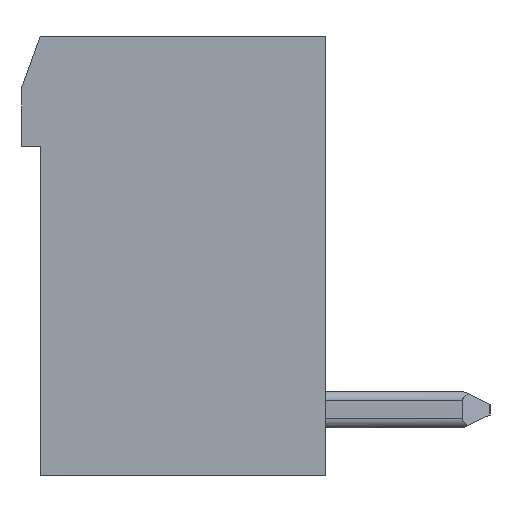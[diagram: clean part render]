
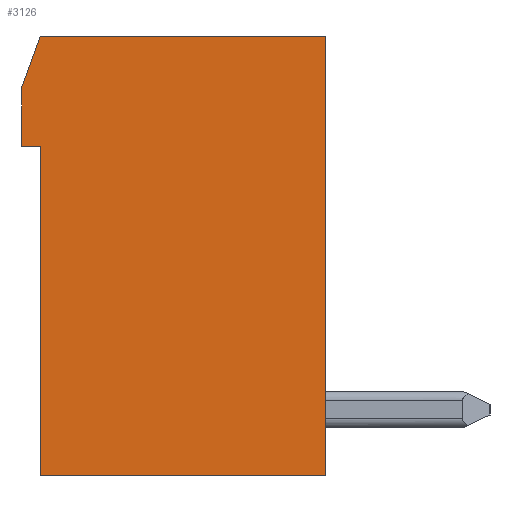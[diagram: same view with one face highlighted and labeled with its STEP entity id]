
A CAD part, left-side view. The second image highlights one B-rep face of the part: STEP entity #3126.
In plain terms, the highlighted planar face has unit normal (-1, 0, 0).
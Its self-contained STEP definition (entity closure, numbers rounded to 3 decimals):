
#625=ORIENTED_EDGE('',*,*,#1408,.F.);
#626=ORIENTED_EDGE('',*,*,#1409,.F.);
#627=ORIENTED_EDGE('',*,*,#1410,.F.);
#628=ORIENTED_EDGE('',*,*,#1411,.F.);
#629=ORIENTED_EDGE('',*,*,#1412,.F.);
#630=ORIENTED_EDGE('',*,*,#1413,.F.);
#631=ORIENTED_EDGE('',*,*,#1414,.F.);
#1408=EDGE_CURVE('',#1796,#1797,#2068,.T.);
#1409=EDGE_CURVE('',#1798,#1796,#2069,.T.);
#1410=EDGE_CURVE('',#1799,#1798,#2070,.T.);
#1411=EDGE_CURVE('',#1800,#1799,#2071,.T.);
#1412=EDGE_CURVE('',#1801,#1800,#2072,.T.);
#1413=EDGE_CURVE('',#1802,#1801,#2073,.T.);
#1414=EDGE_CURVE('',#1797,#1802,#2074,.T.);
#1796=VERTEX_POINT('',#5072);
#1797=VERTEX_POINT('',#5073);
#1798=VERTEX_POINT('',#5075);
#1799=VERTEX_POINT('',#5077);
#1800=VERTEX_POINT('',#5079);
#1801=VERTEX_POINT('',#5081);
#1802=VERTEX_POINT('',#5083);
#2068=LINE('',#5071,#2371);
#2069=LINE('',#5074,#2372);
#2070=LINE('',#5076,#2373);
#2071=LINE('',#5078,#2374);
#2072=LINE('',#5080,#2375);
#2073=LINE('',#5082,#2376);
#2074=LINE('',#5084,#2377);
#2371=VECTOR('',#4102,1000.);
#2372=VECTOR('',#4103,1000.);
#2373=VECTOR('',#4104,1000.);
#2374=VECTOR('',#4105,1000.);
#2375=VECTOR('',#4106,1000.);
#2376=VECTOR('',#4107,1000.);
#2377=VECTOR('',#4108,1000.);
#2592=EDGE_LOOP('',(#625,#626,#627,#628,#629,#630,#631));
#2803=FACE_BOUND('',#2592,.T.);
#2970=PLANE('',#3417);
#3126=ADVANCED_FACE('',(#2803),#2970,.F.);
#3417=AXIS2_PLACEMENT_3D('',#5070,#4100,#4101);
#4100=DIRECTION('',(1.,0.,0.));
#4101=DIRECTION('',(0.,1.,0.));
#4102=DIRECTION('',(0.,0.,-1.));
#4103=DIRECTION('',(0.,-1.,0.));
#4104=DIRECTION('',(0.,-0.342,0.94));
#4105=DIRECTION('',(0.,0.,1.));
#4106=DIRECTION('',(0.,1.,0.));
#4107=DIRECTION('',(0.,0.,1.));
#4108=DIRECTION('',(0.,1.,0.));
#5070=CARTESIAN_POINT('',(-7.62,0.,0.));
#5071=CARTESIAN_POINT('',(-7.62,0.,12.));
#5072=CARTESIAN_POINT('',(-7.62,0.,12.));
#5073=CARTESIAN_POINT('',(-7.62,0.,0.));
#5074=CARTESIAN_POINT('',(-7.62,7.8,12.));
#5075=CARTESIAN_POINT('',(-7.62,7.8,12.));
#5076=CARTESIAN_POINT('',(-7.62,8.3,10.626));
#5077=CARTESIAN_POINT('',(-7.62,8.3,10.626));
#5078=CARTESIAN_POINT('',(-7.62,8.3,9.));
#5079=CARTESIAN_POINT('',(-7.62,8.3,9.));
#5080=CARTESIAN_POINT('',(-7.62,7.8,9.));
#5081=CARTESIAN_POINT('',(-7.62,7.8,9.));
#5082=CARTESIAN_POINT('',(-7.62,7.8,0.));
#5083=CARTESIAN_POINT('',(-7.62,7.8,0.));
#5084=CARTESIAN_POINT('',(-7.62,0.,0.));
